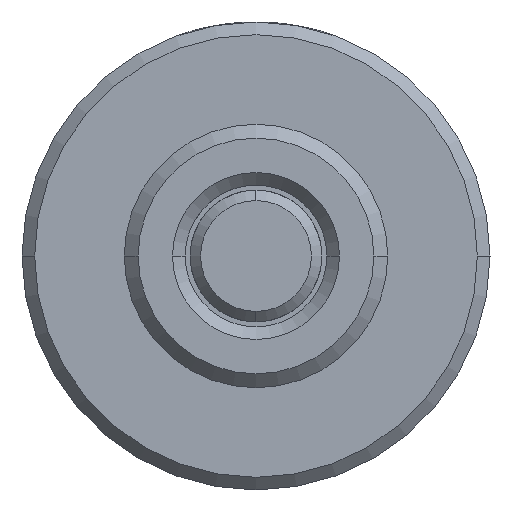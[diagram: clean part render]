
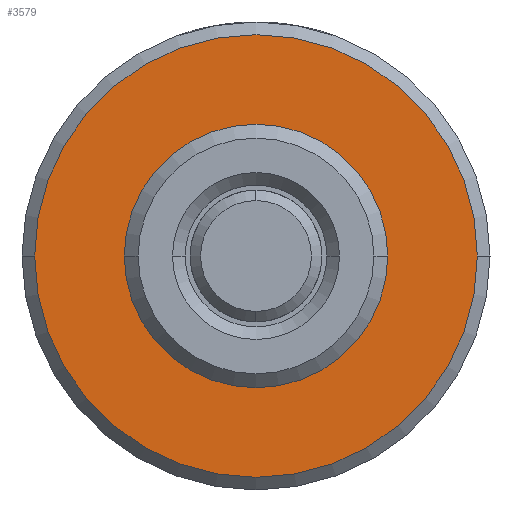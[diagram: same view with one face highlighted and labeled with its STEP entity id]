
A CAD part, left-side view. The second image highlights one B-rep face of the part: STEP entity #3579.
In plain terms, the highlighted planar face has unit normal (-1, 0, 0).
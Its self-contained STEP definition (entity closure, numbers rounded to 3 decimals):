
#519 = EDGE_CURVE ( 'NONE', #2555, #5362, #4803, .T. ) ;
#554 = CIRCLE ( 'NONE', #3842, 13.335 ) ;
#567 = VERTEX_POINT ( 'NONE', #4241 ) ;
#593 = EDGE_CURVE ( 'NONE', #567, #3769, #554, .T. ) ;
#594 = EDGE_CURVE ( 'NONE', #3769, #567, #5234, .T. ) ;
#884 = ORIENTED_EDGE ( 'NONE', *, *, #519, .T. ) ;
#1089 = CARTESIAN_POINT ( 'NONE',  ( 12.7, 0., 0. ) ) ;
#1162 = AXIS2_PLACEMENT_3D ( 'NONE', #2222, #3443, #3877 ) ;
#1429 = AXIS2_PLACEMENT_3D ( 'NONE', #3654, #4798, #4008 ) ;
#1788 = DIRECTION ( 'NONE',  ( 0., 0., -1. ) ) ;
#1811 = ORIENTED_EDGE ( 'NONE', *, *, #5040, .T. ) ;
#1951 = ORIENTED_EDGE ( 'NONE', *, *, #594, .F. ) ;
#2192 = DIRECTION ( 'NONE',  ( 1., 0., 0. ) ) ;
#2222 = CARTESIAN_POINT ( 'NONE',  ( 12.7, 0., 0. ) ) ;
#2555 = VERTEX_POINT ( 'NONE', #3528 ) ;
#2580 = CARTESIAN_POINT ( 'NONE',  ( 12.7, 0., 13.335 ) ) ;
#2665 = EDGE_LOOP ( 'NONE', ( #1811, #884 ) ) ;
#2807 = FACE_BOUND ( 'NONE', #2665, .T. ) ;
#2834 = CARTESIAN_POINT ( 'NONE',  ( 12.7, 0., 0. ) ) ;
#3175 = DIRECTION ( 'NONE',  ( 1., 0., 0. ) ) ;
#3219 = PLANE ( 'NONE',  #1429 ) ;
#3443 = DIRECTION ( 'NONE',  ( 1., 0., 0. ) ) ;
#3528 = CARTESIAN_POINT ( 'NONE',  ( 12.7, 0., 7.906 ) ) ;
#3579 = ADVANCED_FACE ( 'NONE', ( #3977, #2807 ), #3219, .F. ) ;
#3654 = CARTESIAN_POINT ( 'NONE',  ( 12.7, 0., 0. ) ) ;
#3656 = DIRECTION ( 'NONE',  ( 0., 0., -1. ) ) ;
#3769 = VERTEX_POINT ( 'NONE', #2580 ) ;
#3800 = EDGE_LOOP ( 'NONE', ( #1951, #4661 ) ) ;
#3842 = AXIS2_PLACEMENT_3D ( 'NONE', #4269, #2192, #1788 ) ;
#3877 = DIRECTION ( 'NONE',  ( 0., 0., -1. ) ) ;
#3977 = FACE_OUTER_BOUND ( 'NONE', #3800, .T. ) ;
#4008 = DIRECTION ( 'NONE',  ( 0., 0., -1. ) ) ;
#4094 = CIRCLE ( 'NONE', #4701, 7.906 ) ;
#4241 = CARTESIAN_POINT ( 'NONE',  ( 12.7, 0., -13.335 ) ) ;
#4269 = CARTESIAN_POINT ( 'NONE',  ( 12.7, 0., 0. ) ) ;
#4292 = AXIS2_PLACEMENT_3D ( 'NONE', #1089, #3175, #4721 ) ;
#4409 = DIRECTION ( 'NONE',  ( 1., 0., 0. ) ) ;
#4661 = ORIENTED_EDGE ( 'NONE', *, *, #593, .F. ) ;
#4701 = AXIS2_PLACEMENT_3D ( 'NONE', #2834, #4409, #3656 ) ;
#4721 = DIRECTION ( 'NONE',  ( 0., 0., -1. ) ) ;
#4763 = CARTESIAN_POINT ( 'NONE',  ( 12.7, 0., -7.906 ) ) ;
#4798 = DIRECTION ( 'NONE',  ( 1., 0., 0. ) ) ;
#4803 = CIRCLE ( 'NONE', #1162, 7.906 ) ;
#5040 = EDGE_CURVE ( 'NONE', #5362, #2555, #4094, .T. ) ;
#5234 = CIRCLE ( 'NONE', #4292, 13.335 ) ;
#5362 = VERTEX_POINT ( 'NONE', #4763 ) ;
